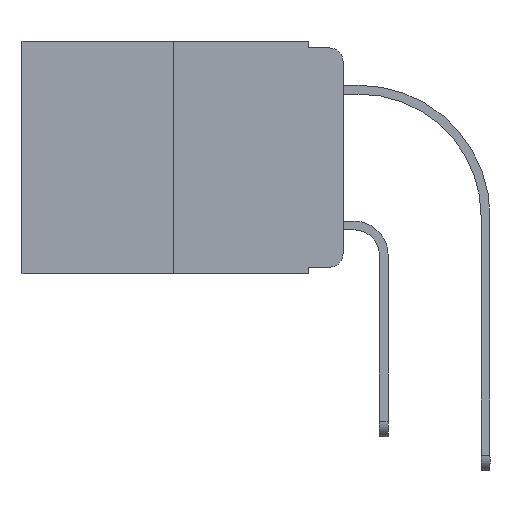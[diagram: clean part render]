
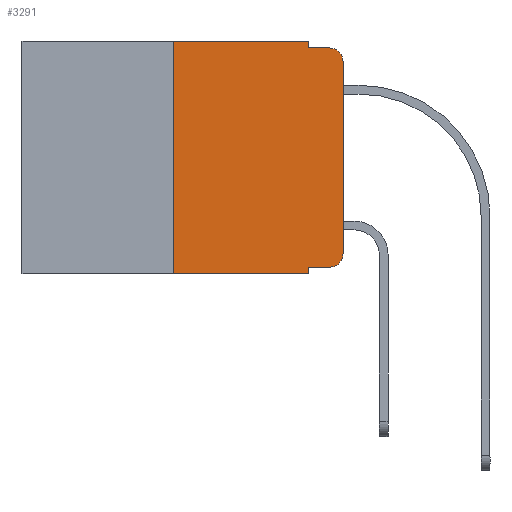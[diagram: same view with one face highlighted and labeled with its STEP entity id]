
A CAD part, left-side view. The second image highlights one B-rep face of the part: STEP entity #3291.
In plain terms, the highlighted planar face has unit normal (-1, 0, 0).
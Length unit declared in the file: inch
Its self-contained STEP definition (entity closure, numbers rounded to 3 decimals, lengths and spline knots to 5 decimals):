
#61 = VECTOR ( 'NONE', #8793, 39.37008 ) ;
#62 = CARTESIAN_POINT ( 'NONE',  ( 0., 0., 0. ) ) ;
#104 = EDGE_LOOP ( 'NONE', ( #3674, #4293, #555, #6985, #4256, #9216, #5311, #11965, #10182, #11172 ) ) ;
#145 = VECTOR ( 'NONE', #4895, 39.37008 ) ;
#339 = CARTESIAN_POINT ( 'NONE',  ( 0., 0.02, -0.333 ) ) ;
#522 = LINE ( 'NONE', #10087, #1615 ) ;
#555 = ORIENTED_EDGE ( 'NONE', *, *, #12112, .F. ) ;
#1119 = LINE ( 'NONE', #11564, #7041 ) ;
#1362 = EDGE_CURVE ( 'NONE', #9372, #2083, #12377, .T. ) ;
#1530 = CIRCLE ( 'NONE', #2132, 0.02 ) ;
#1537 = CARTESIAN_POINT ( 'NONE',  ( 0., 0.02, -0.01 ) ) ;
#1615 = VECTOR ( 'NONE', #9076, 39.37008 ) ;
#2066 = LINE ( 'NONE', #2119, #145 ) ;
#2083 = VERTEX_POINT ( 'NONE', #8324 ) ;
#2119 = CARTESIAN_POINT ( 'NONE',  ( 0., 0.473, 0. ) ) ;
#2132 = AXIS2_PLACEMENT_3D ( 'NONE', #12145, #12092, #11904 ) ;
#2428 = VERTEX_POINT ( 'NONE', #4933 ) ;
#2762 = CARTESIAN_POINT ( 'NONE',  ( 0., 0.051, -0.01 ) ) ;
#3022 = DIRECTION ( 'NONE',  ( 0., -1., 0. ) ) ;
#3282 = EDGE_CURVE ( 'NONE', #7983, #9372, #1530, .T. ) ;
#3291 = ADVANCED_FACE ( 'NONE', ( #3472 ), #8305, .F. ) ;
#3403 = DIRECTION ( 'NONE',  ( 0., 0., -1. ) ) ;
#3462 = VERTEX_POINT ( 'NONE', #2762 ) ;
#3472 = FACE_OUTER_BOUND ( 'NONE', #104, .T. ) ;
#3479 = EDGE_CURVE ( 'NONE', #7994, #4418, #4530, .T. ) ;
#3674 = ORIENTED_EDGE ( 'NONE', *, *, #1362, .T. ) ;
#3710 = DIRECTION ( 'NONE',  ( 0., 0., 1. ) ) ;
#3738 = AXIS2_PLACEMENT_3D ( 'NONE', #10079, #5298, #3403 ) ;
#3839 = CARTESIAN_POINT ( 'NONE',  ( 0., 0.25, 0. ) ) ;
#3985 = EDGE_CURVE ( 'NONE', #4418, #5888, #2066, .T. ) ;
#4256 = ORIENTED_EDGE ( 'NONE', *, *, #3985, .F. ) ;
#4293 = ORIENTED_EDGE ( 'NONE', *, *, #7086, .T. ) ;
#4418 = VERTEX_POINT ( 'NONE', #9659 ) ;
#4530 = LINE ( 'NONE', #3839, #7553 ) ;
#4865 = DIRECTION ( 'NONE',  ( 0., 0., -1. ) ) ;
#4895 = DIRECTION ( 'NONE',  ( 0., -1., 0. ) ) ;
#4914 = CARTESIAN_POINT ( 'NONE',  ( 0., 0.051, -0.333 ) ) ;
#4916 = LINE ( 'NONE', #11641, #9249 ) ;
#4933 = CARTESIAN_POINT ( 'NONE',  ( 0., 0.051, -0.343 ) ) ;
#5298 = DIRECTION ( 'NONE',  ( 1., 0., 0. ) ) ;
#5311 = ORIENTED_EDGE ( 'NONE', *, *, #12351, .T. ) ;
#5511 = CARTESIAN_POINT ( 'NONE',  ( 0., 0.051, 0. ) ) ;
#5888 = VERTEX_POINT ( 'NONE', #5511 ) ;
#6037 = VECTOR ( 'NONE', #8933, 39.37008 ) ;
#6090 = LINE ( 'NONE', #8038, #8763 ) ;
#6387 = DIRECTION ( 'NONE',  ( -1., 0., 0. ) ) ;
#6552 = EDGE_CURVE ( 'NONE', #11090, #2428, #9818, .T. ) ;
#6607 = CARTESIAN_POINT ( 'NONE',  ( 0., 0., -0.313 ) ) ;
#6985 = ORIENTED_EDGE ( 'NONE', *, *, #8270, .F. ) ;
#7041 = VECTOR ( 'NONE', #11690, 39.37008 ) ;
#7086 = EDGE_CURVE ( 'NONE', #2083, #10555, #12064, .T. ) ;
#7553 = VECTOR ( 'NONE', #3710, 39.37008 ) ;
#7983 = VERTEX_POINT ( 'NONE', #339 ) ;
#7994 = VERTEX_POINT ( 'NONE', #8894 ) ;
#8038 = CARTESIAN_POINT ( 'NONE',  ( 0., 0.051, 0. ) ) ;
#8270 = EDGE_CURVE ( 'NONE', #5888, #3462, #6090, .T. ) ;
#8305 = PLANE ( 'NONE',  #3738 ) ;
#8324 = CARTESIAN_POINT ( 'NONE',  ( 0., 0., -0.03 ) ) ;
#8634 = AXIS2_PLACEMENT_3D ( 'NONE', #10177, #6387, #10933 ) ;
#8763 = VECTOR ( 'NONE', #4865, 39.37008 ) ;
#8793 = DIRECTION ( 'NONE',  ( 0., 0., 1. ) ) ;
#8894 = CARTESIAN_POINT ( 'NONE',  ( 0., 0.25, -0.343 ) ) ;
#8933 = DIRECTION ( 'NONE',  ( 0., 0., -1. ) ) ;
#9076 = DIRECTION ( 'NONE',  ( 0., -1., 0. ) ) ;
#9216 = ORIENTED_EDGE ( 'NONE', *, *, #3479, .F. ) ;
#9249 = VECTOR ( 'NONE', #3022, 39.37008 ) ;
#9372 = VERTEX_POINT ( 'NONE', #6607 ) ;
#9659 = CARTESIAN_POINT ( 'NONE',  ( 0., 0.25, 0. ) ) ;
#9669 = EDGE_CURVE ( 'NONE', #11090, #7983, #1119, .T. ) ;
#9818 = LINE ( 'NONE', #10642, #6037 ) ;
#10079 = CARTESIAN_POINT ( 'NONE',  ( 0., 0.473, 0. ) ) ;
#10087 = CARTESIAN_POINT ( 'NONE',  ( 0., 0.051, -0.01 ) ) ;
#10177 = CARTESIAN_POINT ( 'NONE',  ( 0., 0.02, -0.03 ) ) ;
#10182 = ORIENTED_EDGE ( 'NONE', *, *, #9669, .T. ) ;
#10555 = VERTEX_POINT ( 'NONE', #1537 ) ;
#10642 = CARTESIAN_POINT ( 'NONE',  ( 0., 0.051, 0. ) ) ;
#10933 = DIRECTION ( 'NONE',  ( 0., 0., -1. ) ) ;
#11090 = VERTEX_POINT ( 'NONE', #4914 ) ;
#11172 = ORIENTED_EDGE ( 'NONE', *, *, #3282, .T. ) ;
#11564 = CARTESIAN_POINT ( 'NONE',  ( 0., 0.051, -0.333 ) ) ;
#11641 = CARTESIAN_POINT ( 'NONE',  ( 0., 0.473, -0.343 ) ) ;
#11690 = DIRECTION ( 'NONE',  ( 0., -1., 0. ) ) ;
#11904 = DIRECTION ( 'NONE',  ( 0., 0., -1. ) ) ;
#11965 = ORIENTED_EDGE ( 'NONE', *, *, #6552, .F. ) ;
#12064 = CIRCLE ( 'NONE', #8634, 0.02 ) ;
#12092 = DIRECTION ( 'NONE',  ( -1., 0., 0. ) ) ;
#12112 = EDGE_CURVE ( 'NONE', #3462, #10555, #522, .T. ) ;
#12145 = CARTESIAN_POINT ( 'NONE',  ( 0., 0.02, -0.313 ) ) ;
#12351 = EDGE_CURVE ( 'NONE', #7994, #2428, #4916, .T. ) ;
#12377 = LINE ( 'NONE', #62, #61 ) ;
